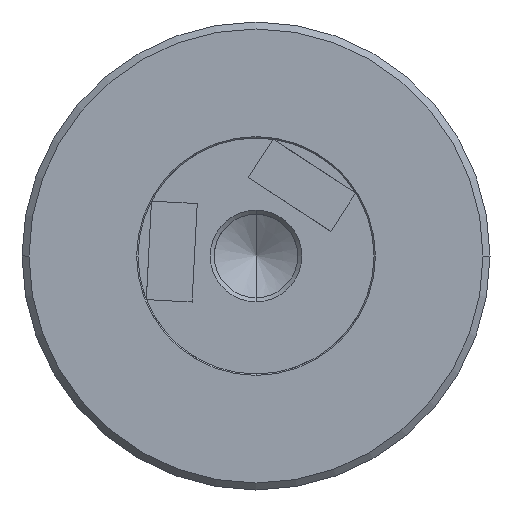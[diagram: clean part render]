
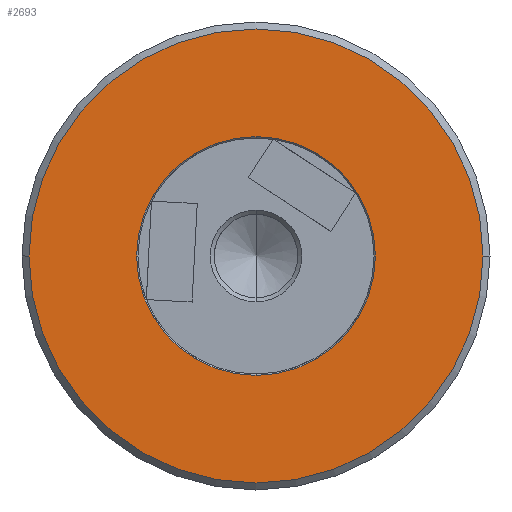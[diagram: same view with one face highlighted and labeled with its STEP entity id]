
A CAD part, front view. The second image highlights one B-rep face of the part: STEP entity #2693.
In plain terms, the highlighted planar face has unit normal (0, -1, 0).
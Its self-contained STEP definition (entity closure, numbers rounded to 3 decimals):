
#10 = AXIS2_PLACEMENT_3D ( 'NONE', #3126, #1101, #470 ) ;
#35 = EDGE_CURVE ( 'NONE', #889, #1490, #2310, .T. ) ;
#102 = EDGE_CURVE ( 'NONE', #4024, #894, #1165, .T. ) ;
#470 = DIRECTION ( 'NONE',  ( -1., 0., 0. ) ) ;
#497 = CARTESIAN_POINT ( 'NONE',  ( 16.35, 0., 0. ) ) ;
#506 = AXIS2_PLACEMENT_3D ( 'NONE', #4166, #2510, #1191 ) ;
#534 = AXIS2_PLACEMENT_3D ( 'NONE', #3273, #2000, #2202 ) ;
#542 = DIRECTION ( 'NONE',  ( 0., 0., -1. ) ) ;
#614 = FACE_BOUND ( 'NONE', #2854, .T. ) ;
#770 = EDGE_LOOP ( 'NONE', ( #3538, #3884 ) ) ;
#889 = VERTEX_POINT ( 'NONE', #3317 ) ;
#894 = VERTEX_POINT ( 'NONE', #2525 ) ;
#953 = AXIS2_PLACEMENT_3D ( 'NONE', #2129, #2925, #542 ) ;
#1101 = DIRECTION ( 'NONE',  ( 0., -1., 0. ) ) ;
#1165 = CIRCLE ( 'NONE', #10, 8.6 ) ;
#1176 = PLANE ( 'NONE',  #953 ) ;
#1191 = DIRECTION ( 'NONE',  ( 1., 0., 0. ) ) ;
#1490 = VERTEX_POINT ( 'NONE', #497 ) ;
#1905 = AXIS2_PLACEMENT_3D ( 'NONE', #2440, #4234, #4165 ) ;
#1918 = FACE_OUTER_BOUND ( 'NONE', #770, .T. ) ;
#2000 = DIRECTION ( 'NONE',  ( 0., -1., 0. ) ) ;
#2069 = CIRCLE ( 'NONE', #534, 8.6 ) ;
#2129 = CARTESIAN_POINT ( 'NONE',  ( 8.5, 0., 0. ) ) ;
#2202 = DIRECTION ( 'NONE',  ( -1., 0., 0. ) ) ;
#2310 = CIRCLE ( 'NONE', #506, 16.35 ) ;
#2401 = EDGE_CURVE ( 'NONE', #894, #4024, #2069, .T. ) ;
#2440 = CARTESIAN_POINT ( 'NONE',  ( 0., 0., 0. ) ) ;
#2510 = DIRECTION ( 'NONE',  ( 0., -1., 0. ) ) ;
#2525 = CARTESIAN_POINT ( 'NONE',  ( -8.6, 0., 0. ) ) ;
#2661 = EDGE_CURVE ( 'NONE', #1490, #889, #3303, .T. ) ;
#2693 = ADVANCED_FACE ( 'NONE', ( #1918, #614 ), #1176, .T. ) ;
#2831 = CARTESIAN_POINT ( 'NONE',  ( 8.6, 0., 0. ) ) ;
#2854 = EDGE_LOOP ( 'NONE', ( #3764, #4088 ) ) ;
#2925 = DIRECTION ( 'NONE',  ( 0., -1., 0. ) ) ;
#3126 = CARTESIAN_POINT ( 'NONE',  ( 0., 0., 0. ) ) ;
#3273 = CARTESIAN_POINT ( 'NONE',  ( 0., 0., 0. ) ) ;
#3303 = CIRCLE ( 'NONE', #1905, 16.35 ) ;
#3317 = CARTESIAN_POINT ( 'NONE',  ( -16.35, 0., 0. ) ) ;
#3538 = ORIENTED_EDGE ( 'NONE', *, *, #2661, .T. ) ;
#3764 = ORIENTED_EDGE ( 'NONE', *, *, #2401, .F. ) ;
#3884 = ORIENTED_EDGE ( 'NONE', *, *, #35, .T. ) ;
#4024 = VERTEX_POINT ( 'NONE', #2831 ) ;
#4088 = ORIENTED_EDGE ( 'NONE', *, *, #102, .F. ) ;
#4165 = DIRECTION ( 'NONE',  ( 1., 0., 0. ) ) ;
#4166 = CARTESIAN_POINT ( 'NONE',  ( 0., 0., 0. ) ) ;
#4234 = DIRECTION ( 'NONE',  ( 0., -1., 0. ) ) ;
